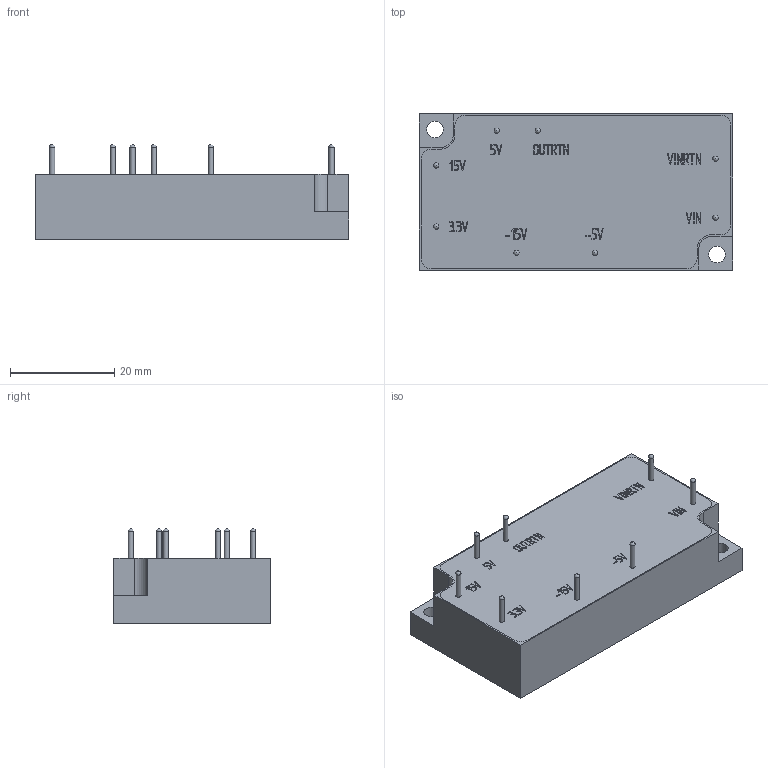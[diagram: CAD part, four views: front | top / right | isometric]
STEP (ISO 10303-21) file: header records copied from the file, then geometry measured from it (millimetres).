
FILE_DESCRIPTION(/* description */ ('Unknown'),/* implementation_level */ '2;1');
FILE_NAME(/* name */ 'M7155001',/* time_stamp */ '2020-04-17T14:32:17-04:00',/* author */ ('Unknown'),/* organization */ ('Unknown'),/* preprocessor_version */ 'ST-DEVELOPER v16.7',/* originating_system */ 'DEX',/* authorisation */ $);
FILE_SCHEMA (('CONFIG_CONTROL_DESIGN'));
Length unit declared in the file: millimetre
Products named in the file (1): M7155001
Bounding box: 60 x 30 x 18.2 mm (x, y, z)
Volume: 21859.1 mm3; surface area: 6068.8 mm2
Topology: 1 solids, 1 shells, 294 faces, 789 edges, 532 vertices
Faces by surface type: plane 242, bspline 32, cylinder 12, sphere 8
Full cylindrical faces by diameter (mm): 1 x8, 3.2 x2
Entity records: 12617 total; most frequent: CARTESIAN_POINT 4302, ORIENTED_EDGE 1502, DIRECTION 855, EDGE_CURVE 751, VERTEX_POINT 514, B_SPLINE_CURVE_WITH_KNOTS 454, EDGE_LOOP 353, FACE_BOUND 353
